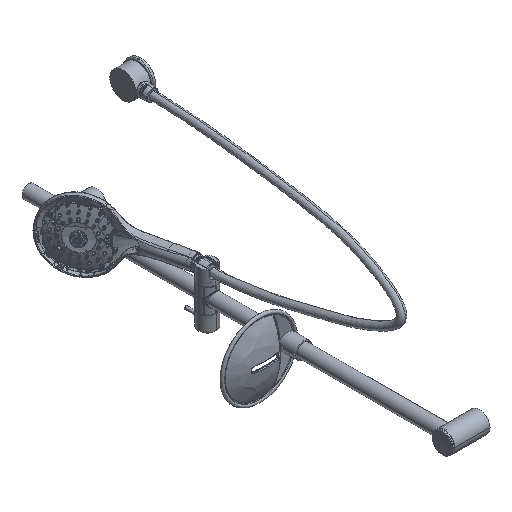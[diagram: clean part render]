
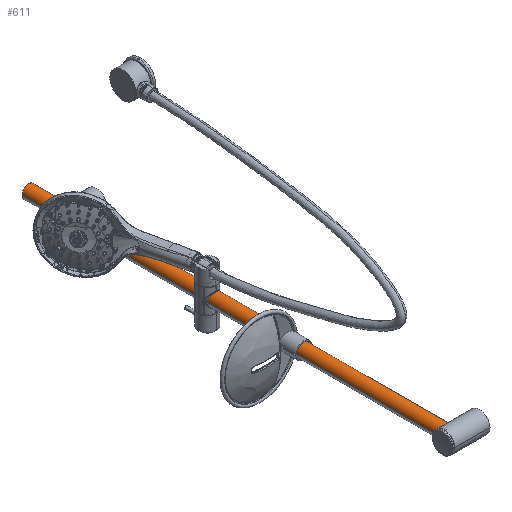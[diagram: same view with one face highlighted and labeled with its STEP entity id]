
A CAD part, isometric view. The second image highlights one B-rep face of the part: STEP entity #611.
In plain terms, the highlighted cylindrical face has radius 12.5 mm (diameter 25 mm), a partial arc.
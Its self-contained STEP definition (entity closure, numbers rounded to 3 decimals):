
#17=CARTESIAN_POINT('',(0.,0.,0.));
#18=DIRECTION('',(0.,1.,0.));
#19=DIRECTION('',(-1.,0.,0.));
#20=AXIS2_PLACEMENT_3D('',#17,#18,#19);
#225=CARTESIAN_POINT('',(0.,822.,0.));
#226=DIRECTION('',(0.,1.,0.));
#227=DIRECTION('',(-1.,0.,0.));
#228=AXIS2_PLACEMENT_3D('',#225,#226,#227);
#230=CARTESIAN_POINT('',(-12.5,5.75,0.));
#249=DIRECTION('',(0.,1.,0.));
#250=VECTOR('',#249,2.907);
#251=CARTESIAN_POINT('',(12.5,0.,0.));
#252=LINE('',#251,#250);
#273=CARTESIAN_POINT('',(12.5,2.907,0.));
#275=CARTESIAN_POINT('',(12.5,14.107,0.));
#297=DIRECTION('',(0.,1.,0.));
#298=VECTOR('',#297,807.893);
#299=CARTESIAN_POINT('',(12.5,14.107,0.));
#300=LINE('',#299,#298);
#318=CARTESIAN_POINT('',(-12.5,11.25,0.));
#320=CARTESIAN_POINT('',(-12.194,8.5,2.75));
#321=CARTESIAN_POINT('',(-12.194,8.405,2.75));
#322=CARTESIAN_POINT('',(-12.196,8.215,2.74));
#323=CARTESIAN_POINT('',(-12.206,7.932,2.696));
#324=CARTESIAN_POINT('',(-12.222,7.655,2.622));
#325=CARTESIAN_POINT('',(-12.244,7.386,2.52));
#326=CARTESIAN_POINT('',(-12.27,7.128,2.389));
#327=CARTESIAN_POINT('',(-12.3,6.884,2.231));
#328=CARTESIAN_POINT('',(-12.331,6.658,2.049));
#329=CARTESIAN_POINT('',(-12.364,6.452,1.842));
#330=CARTESIAN_POINT('',(-12.396,6.269,1.617));
#331=CARTESIAN_POINT('',(-12.425,6.111,1.372));
#332=CARTESIAN_POINT('',(-12.451,5.981,1.115));
#333=CARTESIAN_POINT('',(-12.472,5.878,0.845));
#334=CARTESIAN_POINT('',(-12.488,5.804,0.569));
#335=CARTESIAN_POINT('',(-12.498,5.76,0.285));
#336=CARTESIAN_POINT('',(-12.5,5.75,0.095));
#337=CARTESIAN_POINT('',(-12.5,5.75,0.));
#339=CARTESIAN_POINT('',(-12.5,11.25,0.));
#340=CARTESIAN_POINT('',(-12.5,11.25,0.095));
#341=CARTESIAN_POINT('',(-12.498,11.24,0.285));
#342=CARTESIAN_POINT('',(-12.488,11.196,0.569));
#343=CARTESIAN_POINT('',(-12.472,11.122,0.846));
#344=CARTESIAN_POINT('',(-12.451,11.019,1.115));
#345=CARTESIAN_POINT('',(-12.425,10.889,1.373));
#346=CARTESIAN_POINT('',(-12.396,10.731,1.617));
#347=CARTESIAN_POINT('',(-12.364,10.548,1.843));
#348=CARTESIAN_POINT('',(-12.331,10.342,2.049));
#349=CARTESIAN_POINT('',(-12.3,10.116,2.231));
#350=CARTESIAN_POINT('',(-12.27,9.872,2.389));
#351=CARTESIAN_POINT('',(-12.244,9.614,2.52));
#352=CARTESIAN_POINT('',(-12.222,9.345,2.622));
#353=CARTESIAN_POINT('',(-12.206,9.068,2.696));
#354=CARTESIAN_POINT('',(-12.196,8.785,2.74));
#355=CARTESIAN_POINT('',(-12.194,8.595,2.75));
#356=CARTESIAN_POINT('',(-12.194,8.5,2.75));
#358=DIRECTION('',(0.,1.,0.));
#359=VECTOR('',#358,810.75);
#360=CARTESIAN_POINT('',(-12.5,11.25,0.));
#361=LINE('',#360,#359);
#362=CARTESIAN_POINT('',(11.175,8.507,5.6));
#363=CARTESIAN_POINT('',(11.175,8.662,5.6));
#364=CARTESIAN_POINT('',(11.182,8.972,5.587));
#365=CARTESIAN_POINT('',(11.211,9.439,5.529));
#366=CARTESIAN_POINT('',(11.259,9.903,5.43));
#367=CARTESIAN_POINT('',(11.326,10.363,5.291));
#368=CARTESIAN_POINT('',(11.408,10.815,5.11));
#369=CARTESIAN_POINT('',(11.506,11.257,4.887));
#370=CARTESIAN_POINT('',(11.616,11.684,4.621));
#371=CARTESIAN_POINT('',(11.733,12.089,4.315));
#372=CARTESIAN_POINT('',(11.855,12.467,3.97));
#373=CARTESIAN_POINT('',(11.975,12.812,3.594));
#374=CARTESIAN_POINT('',(12.088,13.118,3.191));
#375=CARTESIAN_POINT('',(12.193,13.385,2.767));
#376=CARTESIAN_POINT('',(12.285,13.61,2.325));
#377=CARTESIAN_POINT('',(12.362,13.792,1.873));
#378=CARTESIAN_POINT('',(12.423,13.934,1.41));
#379=CARTESIAN_POINT('',(12.467,14.034,0.944));
#380=CARTESIAN_POINT('',(12.494,14.094,0.471));
#381=CARTESIAN_POINT('',(12.5,14.107,0.157));
#382=CARTESIAN_POINT('',(12.5,14.107,0.));
#384=CARTESIAN_POINT('',(12.5,2.907,0.));
#385=CARTESIAN_POINT('',(12.5,2.907,0.157));
#386=CARTESIAN_POINT('',(12.494,2.92,0.471));
#387=CARTESIAN_POINT('',(12.467,2.981,0.944));
#388=CARTESIAN_POINT('',(12.423,3.081,1.41));
#389=CARTESIAN_POINT('',(12.362,3.222,1.873));
#390=CARTESIAN_POINT('',(12.285,3.405,2.325));
#391=CARTESIAN_POINT('',(12.193,3.63,2.767));
#392=CARTESIAN_POINT('',(12.088,3.896,3.191));
#393=CARTESIAN_POINT('',(11.975,4.203,3.594));
#394=CARTESIAN_POINT('',(11.855,4.547,3.97));
#395=CARTESIAN_POINT('',(11.733,4.925,4.315));
#396=CARTESIAN_POINT('',(11.616,5.331,4.621));
#397=CARTESIAN_POINT('',(11.506,5.758,4.887));
#398=CARTESIAN_POINT('',(11.408,6.2,5.11));
#399=CARTESIAN_POINT('',(11.326,6.651,5.291));
#400=CARTESIAN_POINT('',(11.259,7.112,5.43));
#401=CARTESIAN_POINT('',(11.211,7.576,5.529));
#402=CARTESIAN_POINT('',(11.182,8.043,5.587));
#403=CARTESIAN_POINT('',(11.175,8.353,5.6));
#404=CARTESIAN_POINT('',(11.175,8.507,5.6));
#406=DIRECTION('',(0.,1.,0.));
#407=VECTOR('',#406,5.75);
#408=CARTESIAN_POINT('',(-12.5,0.,0.));
#409=LINE('',#408,#407);
#422=CARTESIAN_POINT('',(12.5,0.,0.));
#423=CARTESIAN_POINT('',(-12.5,0.,0.));
#424=VERTEX_POINT('',#422);
#425=VERTEX_POINT('',#423);
#431=VERTEX_POINT('',#273);
#432=VERTEX_POINT('',#275);
#433=VERTEX_POINT('',#404);
#438=VERTEX_POINT('',#230);
#440=VERTEX_POINT('',#318);
#441=VERTEX_POINT('',#320);
#446=CARTESIAN_POINT('',(12.5,822.,0.));
#447=CARTESIAN_POINT('',(-12.5,822.,0.));
#448=VERTEX_POINT('',#446);
#449=VERTEX_POINT('',#447);
#592=CARTESIAN_POINT('',(0.,0.,0.));
#593=DIRECTION('',(0.,1.,0.));
#594=DIRECTION('',(1.,0.,0.));
#595=AXIS2_PLACEMENT_3D('',#592,#593,#594);
#596=CYLINDRICAL_SURFACE('',#595,12.5);
#597=ORIENTED_EDGE('',*,*,#503,.F.);
#598=ORIENTED_EDGE('',*,*,#525,.F.);
#599=ORIENTED_EDGE('',*,*,#586,.T.);
#600=ORIENTED_EDGE('',*,*,#559,.T.);
#601=ORIENTED_EDGE('',*,*,#583,.F.);
#603=ORIENTED_EDGE('',*,*,#602,.F.);
#605=ORIENTED_EDGE('',*,*,#604,.F.);
#606=ORIENTED_EDGE('',*,*,#577,.F.);
#607=ORIENTED_EDGE('',*,*,#457,.F.);
#608=ORIENTED_EDGE('',*,*,#574,.T.);
#609=EDGE_LOOP('',(#597,#598,#599,#600,#601,#603,#605,#606,#607,#608));
#610=FACE_OUTER_BOUND('',#609,.F.);
#21=CIRCLE('',#20,12.5);
#229=CIRCLE('',#228,12.5);
#338=B_SPLINE_CURVE_WITH_KNOTS('',3,(#320,#321,#322,#323,#324,#325,#326,#327,
#328,#329,#330,#331,#332,#333,#334,#335,#336,#337),.UNSPECIFIED.,.F.,.F.,(4,1,1,
1,1,1,1,1,1,1,1,1,1,1,1,4),(0.,0.067,0.133,0.2,
0.267,0.333,0.4,0.467,0.533,
0.6,0.667,0.733,0.8,0.867,
0.933,1.),.UNSPECIFIED.);
#357=B_SPLINE_CURVE_WITH_KNOTS('',3,(#339,#340,#341,#342,#343,#344,#345,#346,
#347,#348,#349,#350,#351,#352,#353,#354,#355,#356),.UNSPECIFIED.,.F.,.F.,(4,1,1,
1,1,1,1,1,1,1,1,1,1,1,1,4),(0.,0.067,0.133,0.2,
0.267,0.333,0.4,0.467,0.533,
0.6,0.667,0.733,0.8,0.867,
0.933,1.),.UNSPECIFIED.);
#383=B_SPLINE_CURVE_WITH_KNOTS('',3,(#362,#363,#364,#365,#366,#367,#368,#369,
#370,#371,#372,#373,#374,#375,#376,#377,#378,#379,#380,#381,#382),.UNSPECIFIED.,
.F.,.F.,(4,1,1,1,1,1,1,1,1,1,1,1,1,1,1,1,1,1,4),(0.,0.056,
0.111,0.167,0.222,0.278,
0.333,0.389,0.444,0.5,0.556,
0.611,0.667,0.722,0.778,
0.833,0.889,0.944,1.),.UNSPECIFIED.);
#405=B_SPLINE_CURVE_WITH_KNOTS('',3,(#384,#385,#386,#387,#388,#389,#390,#391,
#392,#393,#394,#395,#396,#397,#398,#399,#400,#401,#402,#403,#404),.UNSPECIFIED.,
.F.,.F.,(4,1,1,1,1,1,1,1,1,1,1,1,1,1,1,1,1,1,4),(0.,0.056,
0.111,0.167,0.222,0.278,
0.333,0.389,0.444,0.5,0.556,
0.611,0.667,0.722,0.778,
0.833,0.889,0.944,1.),.UNSPECIFIED.);
#457=EDGE_CURVE('',#425,#424,#21,.T.);
#503=EDGE_CURVE('',#441,#438,#338,.T.);
#525=EDGE_CURVE('',#440,#441,#357,.T.);
#559=EDGE_CURVE('',#449,#448,#229,.T.);
#574=EDGE_CURVE('',#425,#438,#409,.T.);
#577=EDGE_CURVE('',#424,#431,#252,.T.);
#583=EDGE_CURVE('',#432,#448,#300,.T.);
#586=EDGE_CURVE('',#440,#449,#361,.T.);
#602=EDGE_CURVE('',#433,#432,#383,.T.);
#604=EDGE_CURVE('',#431,#433,#405,.T.);
#611=ADVANCED_FACE('',(#610),#596,.T.);
